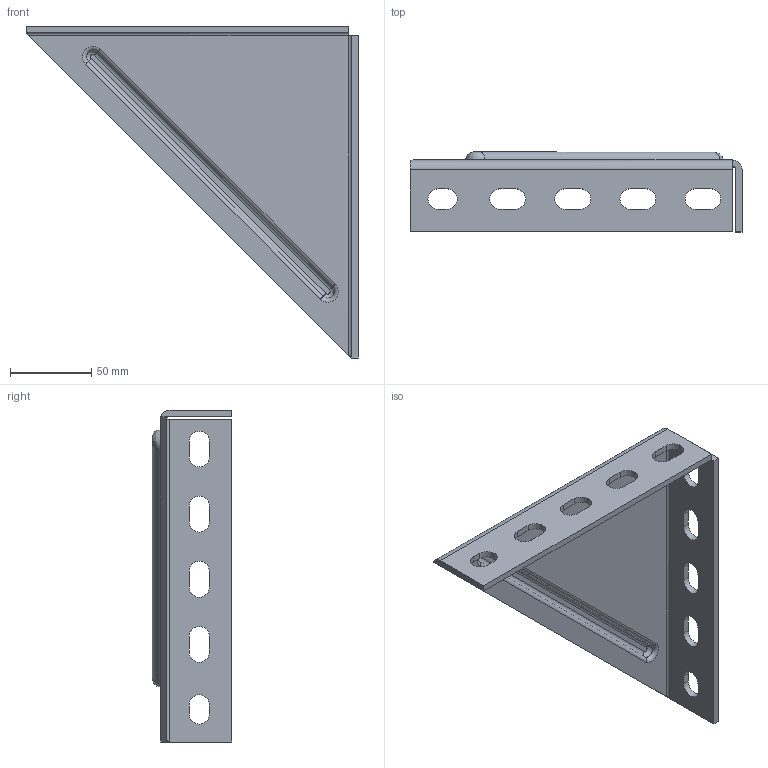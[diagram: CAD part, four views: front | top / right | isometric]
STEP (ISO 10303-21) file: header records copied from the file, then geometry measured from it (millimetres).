
FILE_DESCRIPTION((''),'2;1');
FILE_NAME('113616.stp','2010-07-08T08:45:28',('DMK009'),(''),'Autodesk Inventor 2010','Autodesk Inventor 2010','');
FILE_SCHEMA(('AUTOMOTIVE_DESIGN { 1 0 10303 214 1 1 1 1 }'));
Length unit declared in the file: millimetre
Products named in the file (1): Konsolenwinkel V2A Typ1 200x200x4mm113616
Bounding box: 204 x 49 x 204 mm (x, y, z)
Volume: 141821.1 mm3; surface area: 77107.2 mm2
Topology: 1 solids, 1 shells, 71 faces, 193 edges, 126 vertices
Faces by surface type: plane 35, cylinder 30, bspline 4, torus 2
Entity records: 2483 total; most frequent: CARTESIAN_POINT 567, DIRECTION 401, ORIENTED_EDGE 386, EDGE_CURVE 193, AXIS2_PLACEMENT_3D 140, VERTEX_POINT 126, VECTOR 121, LINE 121
